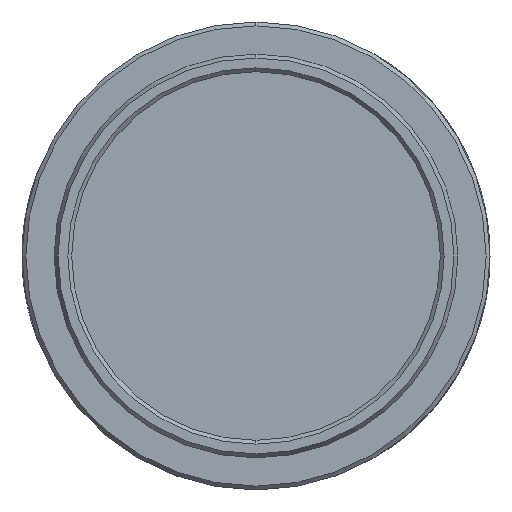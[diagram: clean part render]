
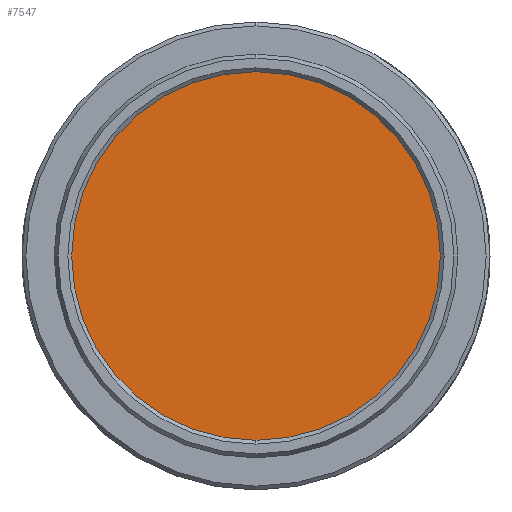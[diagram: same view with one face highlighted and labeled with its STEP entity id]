
A CAD part, left-side view. The second image highlights one B-rep face of the part: STEP entity #7547.
In plain terms, the highlighted planar face has unit normal (-1, 0, 0).
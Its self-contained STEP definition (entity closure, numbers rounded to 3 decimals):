
#2160 = ORIENTED_EDGE ( 'NONE', *, *, #2812, .F. ) ;
#2401 = CIRCLE ( 'NONE', #7846, 12.559 ) ;
#2555 = VERTEX_POINT ( 'NONE', #5037 ) ;
#2812 = EDGE_CURVE ( 'NONE', #2555, #7369, #6960, .T. ) ;
#2942 = ORIENTED_EDGE ( 'NONE', *, *, #10636, .F. ) ;
#4667 = EDGE_LOOP ( 'NONE', ( #2160, #2942 ) ) ;
#4764 = DIRECTION ( 'NONE',  ( 1., 0., 0. ) ) ;
#4871 = FACE_OUTER_BOUND ( 'NONE', #4667, .T. ) ;
#5037 = CARTESIAN_POINT ( 'NONE',  ( -1.905, 2.841, -12.233 ) ) ;
#5370 = AXIS2_PLACEMENT_3D ( 'NONE', #13813, #6732, #14997 ) ;
#5873 = PLANE ( 'NONE',  #9010 ) ;
#6485 = DIRECTION ( 'NONE',  ( 1., 0., 0. ) ) ;
#6732 = DIRECTION ( 'NONE',  ( 1., 0., 0. ) ) ;
#6960 = CIRCLE ( 'NONE', #5370, 12.559 ) ;
#7049 = CARTESIAN_POINT ( 'NONE',  ( -1.905, 0., 0. ) ) ;
#7132 = CARTESIAN_POINT ( 'NONE',  ( -1.905, -2.841, 12.233 ) ) ;
#7369 = VERTEX_POINT ( 'NONE', #7132 ) ;
#7547 = ADVANCED_FACE ( 'NONE', ( #4871 ), #5873, .F. ) ;
#7846 = AXIS2_PLACEMENT_3D ( 'NONE', #13563, #6485, #14754 ) ;
#9010 = AXIS2_PLACEMENT_3D ( 'NONE', #7049, #4764, #13001 ) ;
#10636 = EDGE_CURVE ( 'NONE', #7369, #2555, #2401, .T. ) ;
#13001 = DIRECTION ( 'NONE',  ( 0., 0.226, -0.974 ) ) ;
#13563 = CARTESIAN_POINT ( 'NONE',  ( -1.905, 0., 0. ) ) ;
#13813 = CARTESIAN_POINT ( 'NONE',  ( -1.905, 0., 0. ) ) ;
#14754 = DIRECTION ( 'NONE',  ( 0., 0.226, -0.974 ) ) ;
#14997 = DIRECTION ( 'NONE',  ( 0., 0.226, -0.974 ) ) ;
